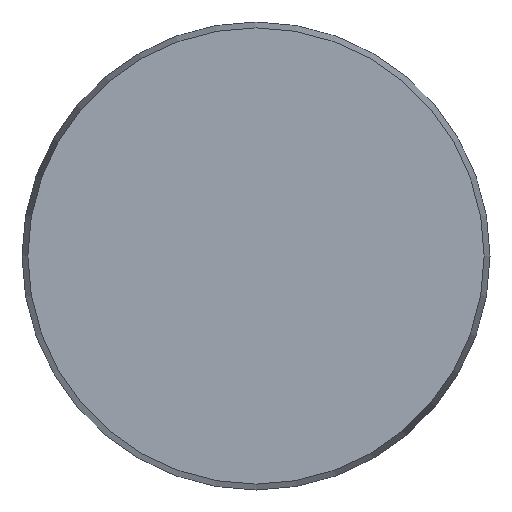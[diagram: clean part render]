
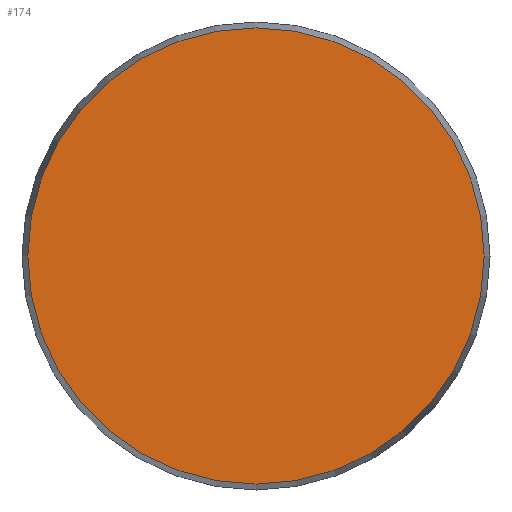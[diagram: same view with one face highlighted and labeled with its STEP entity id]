
A CAD part, front view. The second image highlights one B-rep face of the part: STEP entity #174.
In plain terms, the highlighted planar face has unit normal (0, -1, 0).
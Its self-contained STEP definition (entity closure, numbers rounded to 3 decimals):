
#174 = ADVANCED_FACE( '', ( #365 ), #366, .F. );
#365 = FACE_OUTER_BOUND( '', #628, .T. );
#366 = PLANE( '', #629 );
#628 = EDGE_LOOP( '', ( #1031 ) );
#629 = AXIS2_PLACEMENT_3D( '', #1032, #1033, #1034 );
#1031 = ORIENTED_EDGE( '', *, *, #1195, .T. );
#1032 = CARTESIAN_POINT( '', ( 58.5, 0., 0. ) );
#1033 = DIRECTION( '', ( 0., 1., 0. ) );
#1034 = DIRECTION( '', ( 0., 0., 1. ) );
#1195 = EDGE_CURVE( '', #1415, #1415, #1416, .T. );
#1415 = VERTEX_POINT( '', #1863 );
#1416 = CIRCLE( '', #1864, 58.5 );
#1863 = CARTESIAN_POINT( '', ( 0., 0., -58.5 ) );
#1864 = AXIS2_PLACEMENT_3D( '', #2176, #2177, #2178 );
#2176 = CARTESIAN_POINT( '', ( 0., 0., 0. ) );
#2177 = DIRECTION( '', ( 0., -1., 0. ) );
#2178 = DIRECTION( '', ( 0., 0., -1. ) );
